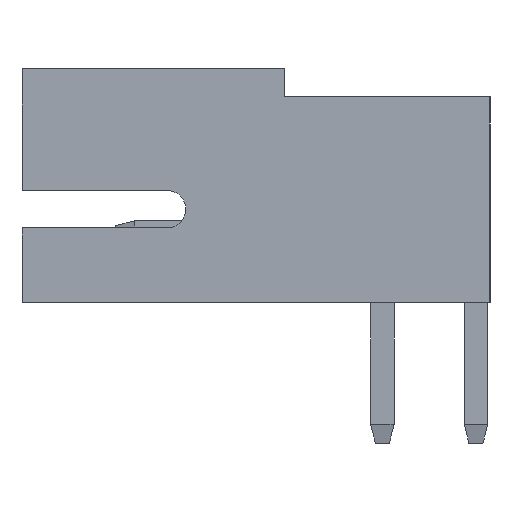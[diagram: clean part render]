
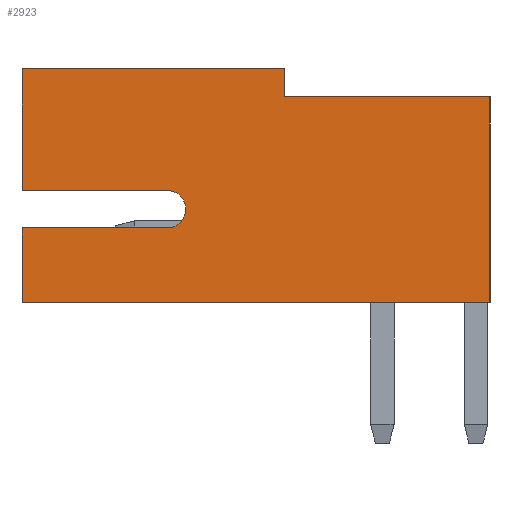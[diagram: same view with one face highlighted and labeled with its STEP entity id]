
A CAD part, left-side view. The second image highlights one B-rep face of the part: STEP entity #2923.
In plain terms, the highlighted planar face has unit normal (-1, 0, 0).
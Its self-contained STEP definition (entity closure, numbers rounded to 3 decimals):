
#1510 = EDGE_CURVE('',#1511,#1513,#1515,.T.);
#1511 = VERTEX_POINT('',#1512);
#1512 = CARTESIAN_POINT('',(37.998,-139.92,6.705));
#1513 = VERTEX_POINT('',#1514);
#1514 = CARTESIAN_POINT('',(37.998,-134.32,6.705));
#1515 = LINE('',#1516,#1517);
#1516 = CARTESIAN_POINT('',(37.998,-134.32,6.705));
#1517 = VECTOR('',#1518,1.);
#1518 = DIRECTION('',(0.,1.,0.));
#1747 = VERTEX_POINT('',#1748);
#1748 = CARTESIAN_POINT('',(37.998,-134.32,3.305));
#1758 = VERTEX_POINT('',#1759);
#1759 = CARTESIAN_POINT('',(37.998,-134.32,1.705));
#1765 = EDGE_CURVE('',#1747,#1758,#1766,.T.);
#1766 = LINE('',#1767,#1768);
#1767 = CARTESIAN_POINT('',(37.998,-134.32,4.05));
#1768 = VECTOR('',#1769,1.);
#1769 = DIRECTION('',(0.,0.,-1.));
#1781 = EDGE_CURVE('',#1782,#1747,#1784,.T.);
#1782 = VERTEX_POINT('',#1783);
#1783 = CARTESIAN_POINT('',(37.998,-137.42,3.305));
#1784 = LINE('',#1785,#1786);
#1785 = CARTESIAN_POINT('',(37.998,-134.32,3.305
    ));
#1786 = VECTOR('',#1787,1.);
#1787 = DIRECTION('',(0.,1.,0.));
#1806 = VERTEX_POINT('',#1807);
#1807 = CARTESIAN_POINT('',(37.998,-137.82,3.705));
#1813 = EDGE_CURVE('',#1782,#1806,#1814,.T.);
#1814 = CIRCLE('',#1815,0.4);
#1815 = AXIS2_PLACEMENT_3D('',#1816,#1817,#1818);
#1816 = CARTESIAN_POINT('',(37.998,-137.42,
    3.705));
#1817 = DIRECTION('',(-1.,-0.,-0.));
#1818 = DIRECTION('',(0.,0.,-1.));
#1831 = VERTEX_POINT('',#1832);
#1832 = CARTESIAN_POINT('',(37.998,-137.42,4.105));
#1838 = EDGE_CURVE('',#1831,#1806,#1839,.T.);
#1839 = CIRCLE('',#1840,0.4);
#1840 = AXIS2_PLACEMENT_3D('',#1841,#1842,#1843);
#1841 = CARTESIAN_POINT('',(37.998,-137.42,
    3.705));
#1842 = DIRECTION('',(1.,0.,-0.));
#1843 = DIRECTION('',(0.,0.,1.));
#1854 = VERTEX_POINT('',#1855);
#1855 = CARTESIAN_POINT('',(37.998,-134.32,4.105));
#1863 = EDGE_CURVE('',#1831,#1854,#1864,.T.);
#1864 = LINE('',#1865,#1866);
#1865 = CARTESIAN_POINT('',(37.998,-134.62,4.105));
#1866 = VECTOR('',#1867,1.);
#1867 = DIRECTION('',(0.,1.,0.));
#1879 = EDGE_CURVE('',#1513,#1854,#1880,.T.);
#1880 = LINE('',#1881,#1882);
#1881 = CARTESIAN_POINT('',(37.998,-134.32,4.05));
#1882 = VECTOR('',#1883,1.);
#1883 = DIRECTION('',(0.,0.,-1.));
#2901 = VERTEX_POINT('',#2902);
#2902 = CARTESIAN_POINT('',(37.998,-144.32,1.705));
#2908 = EDGE_CURVE('',#2901,#1758,#2909,.T.);
#2909 = LINE('',#2910,#2911);
#2910 = CARTESIAN_POINT('',(37.998,-134.32,1.705
    ));
#2911 = VECTOR('',#2912,1.);
#2912 = DIRECTION('',(0.,1.,0.));
#2923 = ADVANCED_FACE('',(#2924),#2956,.T.);
#2924 = FACE_BOUND('',#2925,.T.);
#2925 = EDGE_LOOP('',(#2926,#2927,#2935,#2943,#2949,#2950,#2951,#2952,
    #2953,#2954,#2955));
#2926 = ORIENTED_EDGE('',*,*,#2908,.F.);
#2927 = ORIENTED_EDGE('',*,*,#2928,.F.);
#2928 = EDGE_CURVE('',#2929,#2901,#2931,.T.);
#2929 = VERTEX_POINT('',#2930);
#2930 = CARTESIAN_POINT('',(37.998,-144.32,6.105));
#2931 = LINE('',#2932,#2933);
#2932 = CARTESIAN_POINT('',(37.998,-144.32,4.05));
#2933 = VECTOR('',#2934,1.);
#2934 = DIRECTION('',(0.,0.,-1.));
#2935 = ORIENTED_EDGE('',*,*,#2936,.T.);
#2936 = EDGE_CURVE('',#2929,#2937,#2939,.T.);
#2937 = VERTEX_POINT('',#2938);
#2938 = CARTESIAN_POINT('',(37.998,-139.92,6.105));
#2939 = LINE('',#2940,#2941);
#2940 = CARTESIAN_POINT('',(37.998,-134.32,6.105));
#2941 = VECTOR('',#2942,1.);
#2942 = DIRECTION('',(0.,1.,0.));
#2943 = ORIENTED_EDGE('',*,*,#2944,.T.);
#2944 = EDGE_CURVE('',#2937,#1511,#2945,.T.);
#2945 = LINE('',#2946,#2947);
#2946 = CARTESIAN_POINT('',(37.998,-139.92,4.05));
#2947 = VECTOR('',#2948,1.);
#2948 = DIRECTION('',(0.,0.,1.));
#2949 = ORIENTED_EDGE('',*,*,#1510,.T.);
#2950 = ORIENTED_EDGE('',*,*,#1879,.T.);
#2951 = ORIENTED_EDGE('',*,*,#1863,.F.);
#2952 = ORIENTED_EDGE('',*,*,#1838,.T.);
#2953 = ORIENTED_EDGE('',*,*,#1813,.F.);
#2954 = ORIENTED_EDGE('',*,*,#1781,.T.);
#2955 = ORIENTED_EDGE('',*,*,#1765,.T.);
#2956 = PLANE('',#2957);
#2957 = AXIS2_PLACEMENT_3D('',#2958,#2959,#2960);
#2958 = CARTESIAN_POINT('',(37.998,-143.232,4.506));
#2959 = DIRECTION('',(-1.,0.,0.));
#2960 = DIRECTION('',(0.,-1.,0.));
